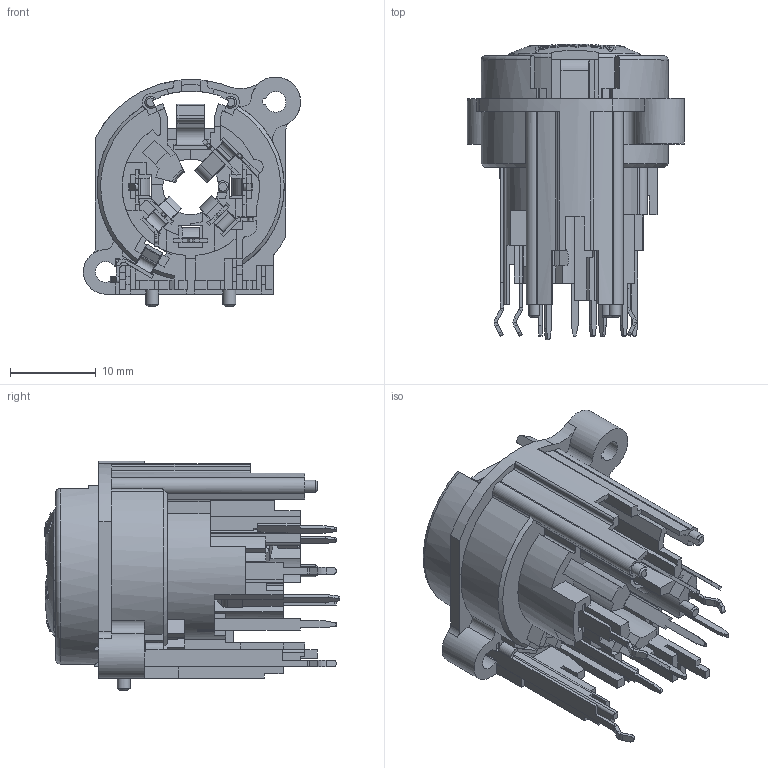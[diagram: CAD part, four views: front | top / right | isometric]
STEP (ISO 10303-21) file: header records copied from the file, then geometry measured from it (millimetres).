
FILE_DESCRIPTION((''),'2;1');
FILE_NAME('ACJC9AV2L.stp','2015-07-14T14:26:00',('thien'),(''),'Autodesk Inventor 2012','Autodesk Inventor 2012','');
FILE_SCHEMA(('AUTOMOTIVE_DESIGN { 1 0 10303 214 1 1 1 1 }'));
Length unit declared in the file: millimetre
Products named in the file (2): Design Assy vert (SubstituteLevelofDetail1); Design Assy vert_Substitute_1
Assembly tree (1 placements, depth 2):
  Design Assy vert (SubstituteLevelofDetail1)
    Design Assy vert_Substitute_1
Bounding box: 25.3 x 34.44 x 26.8 mm (x, y, z)
Volume: 4611.8 mm3; surface area: 8848.2 mm2
Topology: 2 solids, 2 shells, 1142 faces, 3228 edges, 2056 vertices
Faces by surface type: plane 844, cylinder 168, bspline 113, cone 11, torus 6
Full cylindrical faces by diameter (mm): 1.5 x2, 6.5 x1
Entity records: 39761 total; most frequent: CARTESIAN_POINT 9801, ORIENTED_EDGE 6442, DIRECTION 5360, EDGE_CURVE 3221, VECTOR 2404, LINE 2404, VERTEX_POINT 2054, AXIS2_PLACEMENT_3D 1478
